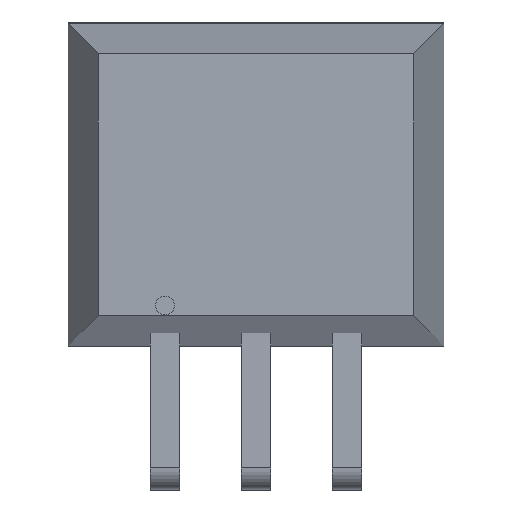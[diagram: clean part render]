
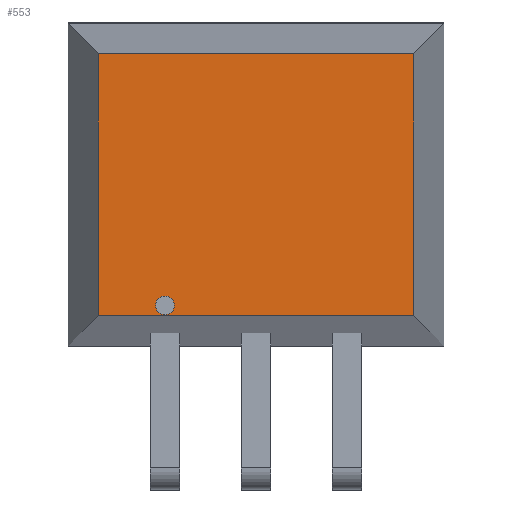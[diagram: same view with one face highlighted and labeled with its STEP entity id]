
A CAD part, top view. The second image highlights one B-rep face of the part: STEP entity #553.
In plain terms, the highlighted planar face has unit normal (0, 0, 1).
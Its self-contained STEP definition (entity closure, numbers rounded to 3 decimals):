
#553=ADVANCED_FACE('',(#559),#554,.T.);
#554=PLANE('',#555);
#555=AXIS2_PLACEMENT_3D('',#556,#557,#558);
#556=CARTESIAN_POINT('',(-1.858,4.657,4.547));
#557=DIRECTION('',(0.0,0.0,1.0));
#558=DIRECTION('',(0.,1.,0.));
#559=FACE_OUTER_BOUND('',#560,.T.);
#560=EDGE_LOOP('',(#561,#571,#581,#591));
#564=CARTESIAN_POINT('',(6.938,4.657,4.547));
#563=VERTEX_POINT('',#564);
#566=CARTESIAN_POINT('',(-1.858,4.657,4.547));
#565=VERTEX_POINT('',#566);
#562=EDGE_CURVE('',#563,#565,#567,.T.);
#567=LINE('',#564,#569);
#569=VECTOR('',#570,8.796);
#570=DIRECTION('',(-1.0,0.0,0.0));
#561=ORIENTED_EDGE('',*,*,#562,.F.);
#574=CARTESIAN_POINT('',(6.938,11.955,4.547));
#573=VERTEX_POINT('',#574);
#572=EDGE_CURVE('',#573,#563,#577,.T.);
#577=LINE('',#574,#579);
#579=VECTOR('',#580,7.298);
#580=DIRECTION('',(0.0,-1.0,0.0));
#571=ORIENTED_EDGE('',*,*,#572,.F.);
#584=CARTESIAN_POINT('',(-1.858,11.955,4.547));
#583=VERTEX_POINT('',#584);
#582=EDGE_CURVE('',#583,#573,#587,.T.);
#587=LINE('',#584,#589);
#589=VECTOR('',#590,8.796);
#590=DIRECTION('',(1.0,0.0,0.0));
#581=ORIENTED_EDGE('',*,*,#582,.F.);
#592=EDGE_CURVE('',#565,#583,#597,.T.);
#597=LINE('',#566,#599);
#599=VECTOR('',#600,7.298);
#600=DIRECTION('',(0.0,1.0,0.0));
#591=ORIENTED_EDGE('',*,*,#592,.F.);
